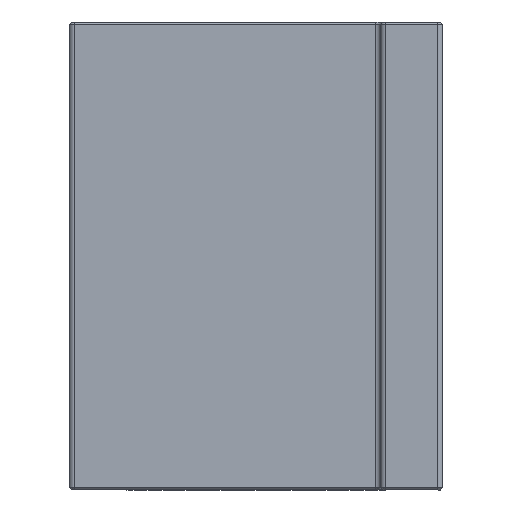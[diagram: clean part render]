
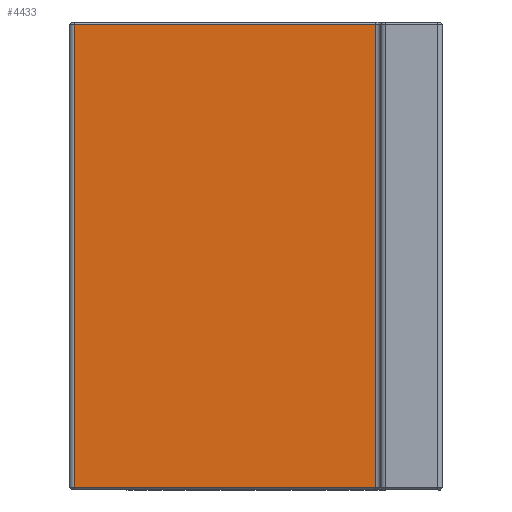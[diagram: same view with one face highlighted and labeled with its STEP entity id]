
A CAD part, left-side view. The second image highlights one B-rep face of the part: STEP entity #4433.
In plain terms, the highlighted planar face has unit normal (-1, 0, 0).
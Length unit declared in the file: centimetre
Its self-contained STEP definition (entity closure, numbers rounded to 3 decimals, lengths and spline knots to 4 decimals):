
#248 = CARTESIAN_POINT ( 'NONE',  ( -0.9525, 1.1113, -4.4057 ) ) ;
#254 = PLANE ( 'NONE',  #3363 ) ;
#257 = DIRECTION ( 'NONE',  ( 1., 0., 0. ) ) ;
#258 = DIRECTION ( 'NONE',  ( 0., 0., -1. ) ) ;
#929 = DIRECTION ( 'NONE',  ( 0., 0., 1. ) ) ;
#933 = CARTESIAN_POINT ( 'NONE',  ( -0.9525, 1.8796, -2.7998 ) ) ;
#1625 = CARTESIAN_POINT ( 'NONE',  ( -0.9525, 1.1113, 1.1811 ) ) ;
#1632 = DIRECTION ( 'NONE',  ( 0., -1., 0. ) ) ;
#1635 = CARTESIAN_POINT ( 'NONE',  ( -0.9525, 1.1113, -1.1811 ) ) ;
#1636 = DIRECTION ( 'NONE',  ( 0., 1., 0. ) ) ;
#1639 = CARTESIAN_POINT ( 'NONE',  ( -0.9525, 0.3429, -4.4057 ) ) ;
#1640 = DIRECTION ( 'NONE',  ( 0., 0., -1. ) ) ;
#2844 = LINE ( 'NONE', #933, #2851 ) ;
#2851 = VECTOR ( 'NONE', #929, 100. ) ;
#3363 = AXIS2_PLACEMENT_3D ( 'NONE', #248, #257, #258 ) ;
#3582 = FACE_OUTER_BOUND ( 'NONE', #4034, .T. ) ;
#3910 = VERTEX_POINT ( 'NONE', #6026 ) ;
#3934 = VERTEX_POINT ( 'NONE', #6050 ) ;
#3935 = VERTEX_POINT ( 'NONE', #6051 ) ;
#3938 = VERTEX_POINT ( 'NONE', #6054 ) ;
#4034 = EDGE_LOOP ( 'NONE', ( #6461, #6447, #6455, #6459 ) ) ;
#4433 = ADVANCED_FACE ( 'NONE', ( #3582 ), #254, .F. ) ;
#4756 = LINE ( 'NONE', #1625, #4770 ) ;
#4769 = LINE ( 'NONE', #1635, #4772 ) ;
#4770 = VECTOR ( 'NONE', #1632, 100. ) ;
#4772 = VECTOR ( 'NONE', #1636, 100. ) ;
#4773 = LINE ( 'NONE', #1639, #4776 ) ;
#4776 = VECTOR ( 'NONE', #1640, 100. ) ;
#5285 = EDGE_CURVE ( 'NONE', #3934, #3938, #2844, .T. ) ;
#5832 = EDGE_CURVE ( 'NONE', #3938, #3935, #4756, .T. ) ;
#5834 = EDGE_CURVE ( 'NONE', #3910, #3934, #4769, .T. ) ;
#5837 = EDGE_CURVE ( 'NONE', #3935, #3910, #4773, .T. ) ;
#6026 = CARTESIAN_POINT ( 'NONE',  ( -0.9525, 0.3429, -1.1811 ) ) ;
#6050 = CARTESIAN_POINT ( 'NONE',  ( -0.9525, 1.8796, -1.1811 ) ) ;
#6051 = CARTESIAN_POINT ( 'NONE',  ( -0.9525, 0.3429, 1.1811 ) ) ;
#6054 = CARTESIAN_POINT ( 'NONE',  ( -0.9525, 1.8796, 1.1811 ) ) ;
#6447 = ORIENTED_EDGE ( 'NONE', *, *, #5832, .F. ) ;
#6455 = ORIENTED_EDGE ( 'NONE', *, *, #5285, .F. ) ;
#6459 = ORIENTED_EDGE ( 'NONE', *, *, #5834, .F. ) ;
#6461 = ORIENTED_EDGE ( 'NONE', *, *, #5837, .F. ) ;
